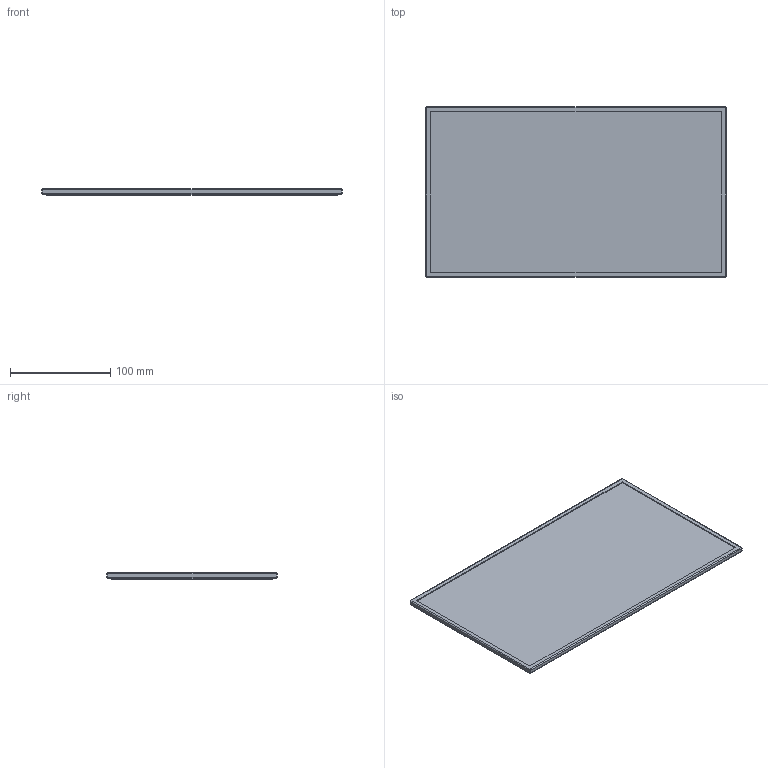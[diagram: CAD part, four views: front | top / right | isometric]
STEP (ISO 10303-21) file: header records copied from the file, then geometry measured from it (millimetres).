
FILE_DESCRIPTION(('HOOPS Exchange Step'),'2;1');
FILE_NAME('temp_export','2024-07-21T10:11:34+08:00',('sharma21'),('Shapr3D Limited'),'HOOPS Exchange 2024.2','Shapr3D','Authorized');
FILE_SCHEMA( ('AUTOMOTIVE_DESIGN { 1 0 10303 214 1 1 1 1 }') );
Length unit declared in the file: millimetre
Products named in the file (1): root
Bounding box: 300 x 170 x 6 mm (x, y, z)
Volume: 254593.6 mm3; surface area: 107683.4 mm2
Topology: 1 solids, 1 shells, 36 faces, 80 edges, 40 vertices
Faces by surface type: plane 16, cylinder 12, sphere 8
Entity records: 932 total; most frequent: DIRECTION 170, CARTESIAN_POINT 149, ORIENTED_EDGE 144, EDGE_CURVE 72, AXIS2_PLACEMENT_3D 61, VECTOR 48, LINE 48, VERTEX_POINT 40
